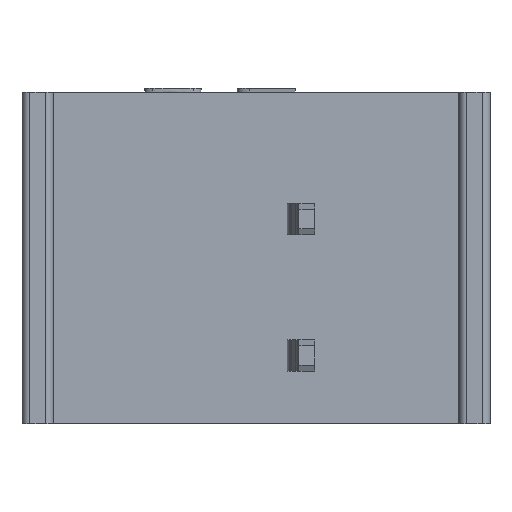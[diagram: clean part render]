
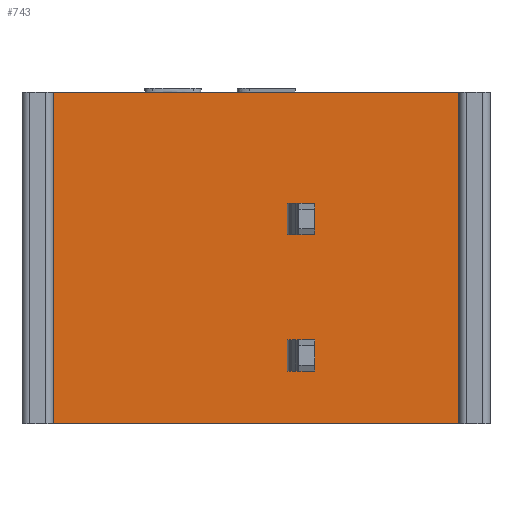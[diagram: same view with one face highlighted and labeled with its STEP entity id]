
A CAD part, front view. The second image highlights one B-rep face of the part: STEP entity #743.
In plain terms, the highlighted planar face has unit normal (0, -1, 0).
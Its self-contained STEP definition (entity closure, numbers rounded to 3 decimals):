
#743=ADVANCED_FACE('',(#1203,#1204,#1205),#1022,.T.);
#1022=PLANE('',#5548);
#1203=FACE_BOUND('',#1223,.T.);
#1204=FACE_BOUND('',#1224,.T.);
#1205=FACE_BOUND('',#1225,.T.);
#1223=EDGE_LOOP('',(#1518,#1519,#1520,#1521));
#1224=EDGE_LOOP('',(#1522,#1523,#1524,#1525));
#1225=EDGE_LOOP('',(#1526,#1527,#1528,#1529));
#1518=ORIENTED_EDGE('',*,*,#3591,.F.);
#1519=ORIENTED_EDGE('',*,*,#3592,.T.);
#1520=ORIENTED_EDGE('',*,*,#3593,.T.);
#1521=ORIENTED_EDGE('',*,*,#3594,.F.);
#1522=ORIENTED_EDGE('',*,*,#3595,.T.);
#1523=ORIENTED_EDGE('',*,*,#3596,.T.);
#1524=ORIENTED_EDGE('',*,*,#3597,.T.);
#1525=ORIENTED_EDGE('',*,*,#3598,.F.);
#1526=ORIENTED_EDGE('',*,*,#3599,.F.);
#1527=ORIENTED_EDGE('',*,*,#3600,.T.);
#1528=ORIENTED_EDGE('',*,*,#3601,.T.);
#1529=ORIENTED_EDGE('',*,*,#3602,.T.);
#3074=VERTEX_POINT('',#7184);
#3075=VERTEX_POINT('',#7185);
#3076=VERTEX_POINT('',#7187);
#3077=VERTEX_POINT('',#7189);
#3078=VERTEX_POINT('',#7192);
#3079=VERTEX_POINT('',#7193);
#3080=VERTEX_POINT('',#7195);
#3081=VERTEX_POINT('',#7197);
#3082=VERTEX_POINT('',#7200);
#3083=VERTEX_POINT('',#7201);
#3084=VERTEX_POINT('',#7203);
#3085=VERTEX_POINT('',#7205);
#3591=EDGE_CURVE('',#3074,#3075,#4369,.T.);
#3592=EDGE_CURVE('',#3074,#3076,#4370,.T.);
#3593=EDGE_CURVE('',#3076,#3077,#4371,.T.);
#3594=EDGE_CURVE('',#3075,#3077,#4372,.T.);
#3595=EDGE_CURVE('',#3078,#3079,#4373,.T.);
#3596=EDGE_CURVE('',#3079,#3080,#4374,.T.);
#3597=EDGE_CURVE('',#3080,#3081,#4375,.T.);
#3598=EDGE_CURVE('',#3078,#3081,#4376,.T.);
#3599=EDGE_CURVE('',#3082,#3083,#4377,.T.);
#3600=EDGE_CURVE('',#3082,#3084,#4378,.T.);
#3601=EDGE_CURVE('',#3084,#3085,#4379,.T.);
#3602=EDGE_CURVE('',#3085,#3083,#4380,.T.);
#4369=LINE('',#7183,#4935);
#4370=LINE('',#7186,#4936);
#4371=LINE('',#7188,#4937);
#4372=LINE('',#7190,#4938);
#4373=LINE('',#7191,#4939);
#4374=LINE('',#7194,#4940);
#4375=LINE('',#7196,#4941);
#4376=LINE('',#7198,#4942);
#4377=LINE('',#7199,#4943);
#4378=LINE('',#7202,#4944);
#4379=LINE('',#7204,#4945);
#4380=LINE('',#7206,#4946);
#4935=VECTOR('',#5890,1.);
#4936=VECTOR('',#5891,1.);
#4937=VECTOR('',#5892,1.);
#4938=VECTOR('',#5893,1.);
#4939=VECTOR('',#5894,1.);
#4940=VECTOR('',#5895,1.);
#4941=VECTOR('',#5896,1.);
#4942=VECTOR('',#5897,1.);
#4943=VECTOR('',#5898,1.);
#4944=VECTOR('',#5899,1.);
#4945=VECTOR('',#5900,1.);
#4946=VECTOR('',#5901,1.);
#5548=AXIS2_PLACEMENT_3D('',#7207,#5902,#5903);
#5890=DIRECTION('',(0.,0.,-1.));
#5891=DIRECTION('',(-1.,0.,0.));
#5892=DIRECTION('',(0.,0.,-1.));
#5893=DIRECTION('',(-1.,0.,0.));
#5894=DIRECTION('',(0.,0.,1.));
#5895=DIRECTION('',(1.,0.,0.));
#5896=DIRECTION('',(0.,0.,-1.));
#5897=DIRECTION('',(1.,0.,0.));
#5898=DIRECTION('',(1.,0.,0.));
#5899=DIRECTION('',(0.,0.,1.));
#5900=DIRECTION('',(1.,0.,0.));
#5901=DIRECTION('',(0.,0.,-1.));
#5902=DIRECTION('',(0.,-1.,0.));
#5903=DIRECTION('',(-1.,0.,0.));
#7183=CARTESIAN_POINT('',(307.761,-5.6,-106.417));
#7184=CARTESIAN_POINT('',(307.761,-5.6,-100.417));
#7185=CARTESIAN_POINT('',(307.761,-5.6,-108.917));
#7186=CARTESIAN_POINT('',(303.861,-5.6,-100.417));
#7187=CARTESIAN_POINT('',(297.361,-5.6,-100.417));
#7188=CARTESIAN_POINT('',(297.361,-5.6,-106.417));
#7189=CARTESIAN_POINT('',(297.361,-5.6,-108.917));
#7190=CARTESIAN_POINT('',(307.761,-5.6,-108.917));
#7191=CARTESIAN_POINT('',(303.661,-5.6,-106.767));
#7192=CARTESIAN_POINT('',(303.661,-5.6,-107.567));
#7193=CARTESIAN_POINT('',(303.661,-5.6,-106.767));
#7194=CARTESIAN_POINT('',(304.561,-5.6,-106.767));
#7195=CARTESIAN_POINT('',(304.061,-5.6,-106.767));
#7196=CARTESIAN_POINT('',(304.061,-5.6,-106.767));
#7197=CARTESIAN_POINT('',(304.061,-5.6,-107.567));
#7198=CARTESIAN_POINT('',(304.561,-5.6,-107.567));
#7199=CARTESIAN_POINT('',(304.561,-5.6,-104.067));
#7200=CARTESIAN_POINT('',(303.661,-5.6,-104.067));
#7201=CARTESIAN_POINT('',(304.061,-5.6,-104.067));
#7202=CARTESIAN_POINT('',(303.661,-5.6,-103.267));
#7203=CARTESIAN_POINT('',(303.661,-5.6,-103.267));
#7204=CARTESIAN_POINT('',(304.561,-5.6,-103.267));
#7205=CARTESIAN_POINT('',(304.061,-5.6,-103.267));
#7206=CARTESIAN_POINT('',(304.061,-5.6,-103.267));
#7207=CARTESIAN_POINT('',(296.561,-5.6,-108.917));
